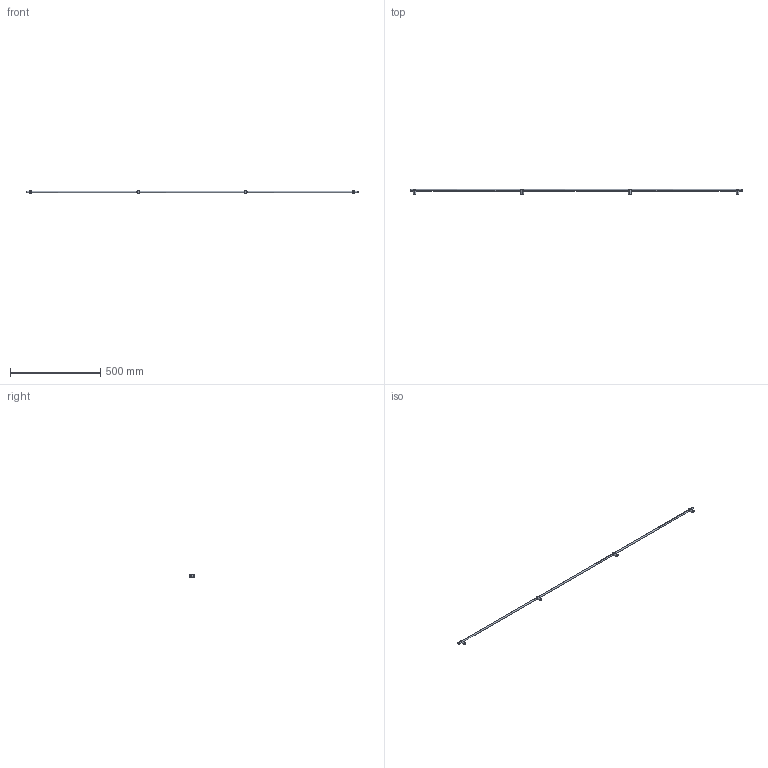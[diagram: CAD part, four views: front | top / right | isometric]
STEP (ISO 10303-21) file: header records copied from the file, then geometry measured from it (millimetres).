
FILE_DESCRIPTION (( 'STEP AP214' ), '1' );
FILE_NAME ('F005465,F005469_3D.step', '2022-08-15T13:29:43', ( '' ), ( '' ), 'SwSTEP 2.0', 'SolidWorks 2020', '' );
FILE_SCHEMA (( 'AUTOMOTIVE_DESIGN' ));
Length unit declared in the file: millimetre
Products named in the file (1): F005465,F005469_3D
Bounding box: 1844 x 32 x 15 mm (x, y, z)
Volume: 162706.1 mm3; surface area: 63246.1 mm2
Topology: 1 solids, 1 shells, 48 faces, 98 edges, 58 vertices
Faces by surface type: cylinder 22, plane 10, bspline 8, torus 4, cone 4
Entity records: 3244 total; most frequent: CARTESIAN_POINT 2257, ORIENTED_EDGE 188, DIRECTION 164, EDGE_CURVE 94, AXIS2_PLACEMENT_3D 69, EDGE_LOOP 58, VERTEX_POINT 58, ADVANCED_FACE 48
